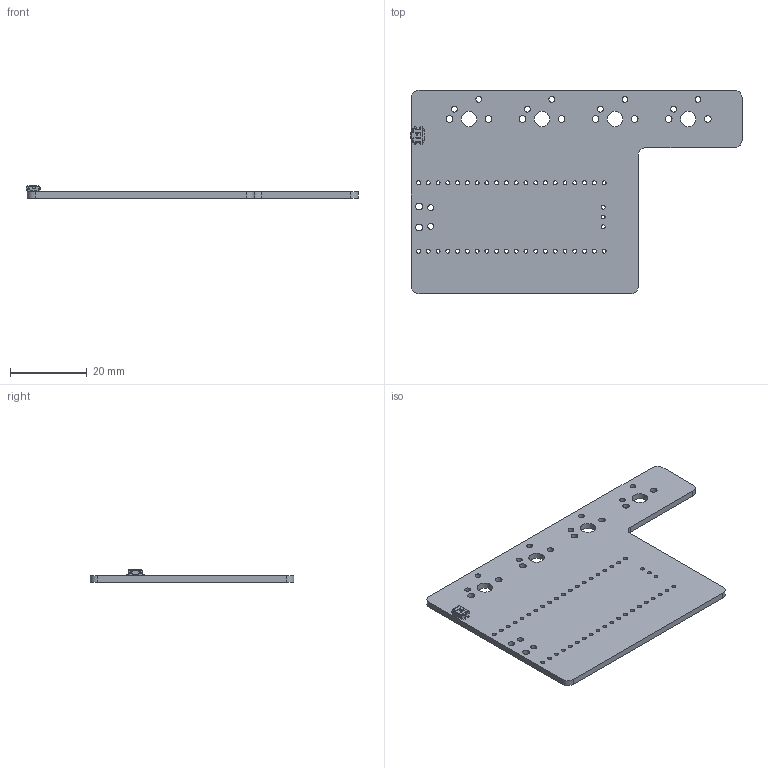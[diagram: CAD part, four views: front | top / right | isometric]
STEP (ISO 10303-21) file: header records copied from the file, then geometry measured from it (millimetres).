
FILE_DESCRIPTION(('KiCad electronic assembly'),'2;1');
FILE_NAME('macro_keypad_pcb.step','2022-06-17T16:45:31',('Pcbnew'),( 'Kicad'),'Open CASCADE STEP processor 7.5','KiCad to STEP converter' ,'Unknown');
FILE_SCHEMA(('AUTOMOTIVE_DESIGN { 1 0 10303 214 1 1 1 1 }'));
Length unit declared in the file: millimetre
Products named in the file (4): macro_keypad_pcb 1; EVQP7-LC-01P; SOLID; macro_keypad_pcb PCB
Assembly tree (3 placements, depth 3):
  macro_keypad_pcb 1
    EVQP7-LC-01P
      SOLID
    macro_keypad_pcb PCB
Bounding box: 86.35 x 53 x 3.15 mm (x, y, z)
Volume: 5454.1 mm3; surface area: 7772.1 mm2
Topology: 2 solids, 2 shells, 395 faces, 1133 edges, 749 vertices
Faces by surface type: bspline 312, cylinder 75, plane 8
Full cylindrical faces by diameter (mm): 0.7 x2, 1.02 x43, 1.5 x10, 1.75 x8, 1.8 x2, 4 x4
Entity records: 26040 total; most frequent: CARTESIAN_POINT 9727, B_SPLINE_CURVE_WITH_KNOTS 2450, ORIENTED_EDGE 2266, PCURVE 2266, DEFINITIONAL_REPRESENTATION 2266, EDGE_CURVE 1133, SURFACE_CURVE 1064, DIRECTION 903
